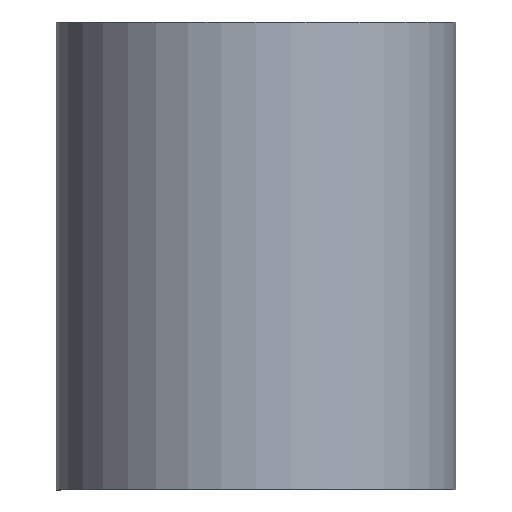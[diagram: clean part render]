
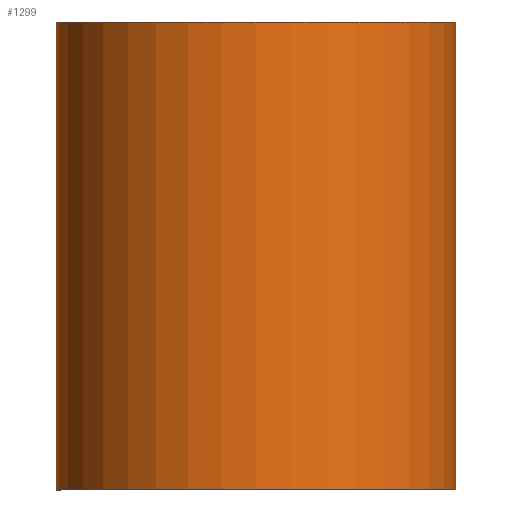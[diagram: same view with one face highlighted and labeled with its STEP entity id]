
A CAD part, top view. The second image highlights one B-rep face of the part: STEP entity #1299.
In plain terms, the highlighted cylindrical face has radius 23.525 mm (diameter 47.05 mm), a partial arc.
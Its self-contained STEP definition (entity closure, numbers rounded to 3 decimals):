
#49 = CARTESIAN_POINT ( 'NONE',  ( -23.8, 0., 0. ) ) ;
#82 = EDGE_CURVE ( 'NONE', #327, #614, #848, .T. ) ;
#98 = VERTEX_POINT ( 'NONE', #49 ) ;
#172 = LINE ( 'NONE', #1055, #2120 ) ;
#200 = CIRCLE ( 'NONE', #747, 23.525 ) ;
#211 = CARTESIAN_POINT ( 'NONE',  ( -0.275, 0., 0. ) ) ;
#242 = DIRECTION ( 'NONE',  ( 0., 0., -1. ) ) ;
#327 = VERTEX_POINT ( 'NONE', #1583 ) ;
#345 = LINE ( 'NONE', #843, #1223 ) ;
#379 = EDGE_CURVE ( 'NONE', #614, #98, #172, .T. ) ;
#614 = VERTEX_POINT ( 'NONE', #1337 ) ;
#616 = DIRECTION ( 'NONE',  ( 1., 0., 0. ) ) ;
#676 = EDGE_LOOP ( 'NONE', ( #1659, #1734, #685, #2132 ) ) ;
#685 = ORIENTED_EDGE ( 'NONE', *, *, #82, .T. ) ;
#734 = AXIS2_PLACEMENT_3D ( 'NONE', #1860, #1629, #616 ) ;
#747 = AXIS2_PLACEMENT_3D ( 'NONE', #211, #1104, #1636 ) ;
#843 = CARTESIAN_POINT ( 'NONE',  ( 23.25, 55., 0. ) ) ;
#846 = VERTEX_POINT ( 'NONE', #1997 ) ;
#848 = CIRCLE ( 'NONE', #734, 23.525 ) ;
#1055 = CARTESIAN_POINT ( 'NONE',  ( -23.8, 55., 0. ) ) ;
#1104 = DIRECTION ( 'NONE',  ( 0., -1., 0. ) ) ;
#1113 = CYLINDRICAL_SURFACE ( 'NONE', #1727, 23.525 ) ;
#1223 = VECTOR ( 'NONE', #1724, 1000. ) ;
#1299 = ADVANCED_FACE ( 'NONE', ( #1643 ), #1113, .T. ) ;
#1337 = CARTESIAN_POINT ( 'NONE',  ( -23.8, 55., 0. ) ) ;
#1583 = CARTESIAN_POINT ( 'NONE',  ( 23.25, 55., 0. ) ) ;
#1619 = CARTESIAN_POINT ( 'NONE',  ( -0.275, 55., 0. ) ) ;
#1629 = DIRECTION ( 'NONE',  ( 0., -1., 0. ) ) ;
#1636 = DIRECTION ( 'NONE',  ( 1., 0., 0. ) ) ;
#1643 = FACE_OUTER_BOUND ( 'NONE', #676, .T. ) ;
#1659 = ORIENTED_EDGE ( 'NONE', *, *, #2033, .F. ) ;
#1724 = DIRECTION ( 'NONE',  ( 0., -1., 0. ) ) ;
#1727 = AXIS2_PLACEMENT_3D ( 'NONE', #1619, #1811, #242 ) ;
#1734 = ORIENTED_EDGE ( 'NONE', *, *, #1824, .F. ) ;
#1766 = DIRECTION ( 'NONE',  ( 0., -1., 0. ) ) ;
#1811 = DIRECTION ( 'NONE',  ( 0., -1., 0. ) ) ;
#1824 = EDGE_CURVE ( 'NONE', #327, #846, #345, .T. ) ;
#1860 = CARTESIAN_POINT ( 'NONE',  ( -0.275, 55., 0. ) ) ;
#1997 = CARTESIAN_POINT ( 'NONE',  ( 23.25, 0., 0. ) ) ;
#2033 = EDGE_CURVE ( 'NONE', #846, #98, #200, .T. ) ;
#2120 = VECTOR ( 'NONE', #1766, 1000. ) ;
#2132 = ORIENTED_EDGE ( 'NONE', *, *, #379, .T. ) ;
